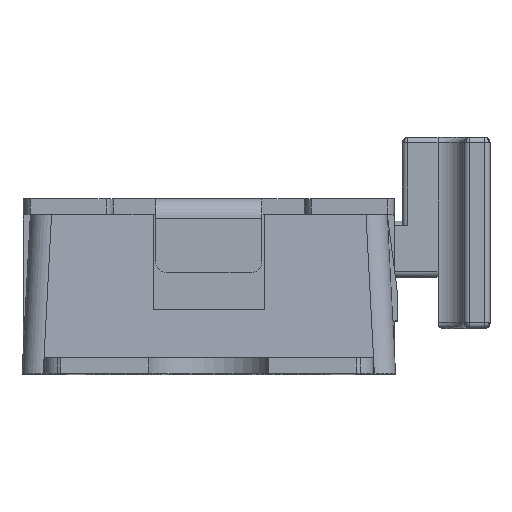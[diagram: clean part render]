
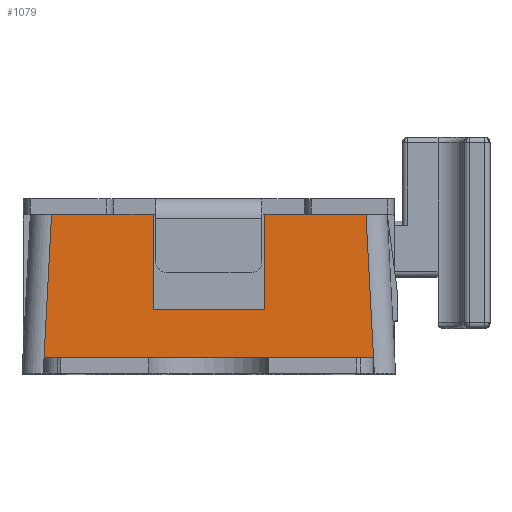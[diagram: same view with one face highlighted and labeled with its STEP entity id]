
A CAD part, top view. The second image highlights one B-rep face of the part: STEP entity #1079.
In plain terms, the highlighted planar face has unit normal (0, 0.035, 0.999).
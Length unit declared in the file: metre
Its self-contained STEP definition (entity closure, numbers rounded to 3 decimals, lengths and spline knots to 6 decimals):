
#70 = ORIENTED_EDGE ( 'NONE', *, *, #7676, .T. ) ;
#112 = EDGE_CURVE ( 'NONE', #3563, #8527, #1969, .T. ) ;
#174 = AXIS2_PLACEMENT_3D ( 'NONE', #8690, #2402, #6245 ) ;
#237 = VERTEX_POINT ( 'NONE', #3665 ) ;
#301 = DIRECTION ( 'NONE',  ( -1., 0., 0. ) ) ;
#310 = LINE ( 'NONE', #9537, #8458 ) ;
#429 = LINE ( 'NONE', #3588, #6308 ) ;
#536 = ORIENTED_EDGE ( 'NONE', *, *, #5343, .T. ) ;
#539 = CARTESIAN_POINT ( 'NONE',  ( -0.000525, 0.0015, 0.002708 ) ) ;
#603 = VECTOR ( 'NONE', #1304, 1. ) ;
#933 = LINE ( 'NONE', #1040, #9452 ) ;
#972 = DIRECTION ( 'NONE',  ( 0.052, 0.998, -0.035 ) ) ;
#1040 = CARTESIAN_POINT ( 'NONE',  ( -0.002841, 0.00015, 0.002755 ) ) ;
#1079 = ADVANCED_FACE ( 'NONE', ( #9409 ), #3069, .T. ) ;
#1190 = EDGE_CURVE ( 'NONE', #3806, #237, #5548, .T. ) ;
#1230 = ORIENTED_EDGE ( 'NONE', *, *, #9860, .T. ) ;
#1274 = CARTESIAN_POINT ( 'NONE',  ( 0.001551, 0., 0.00276 ) ) ;
#1280 = EDGE_CURVE ( 'NONE', #3946, #2247, #5039, .T. ) ;
#1304 = DIRECTION ( 'NONE',  ( 0.052, -0.998, 0.035 ) ) ;
#1386 = LINE ( 'NONE', #7820, #1640 ) ;
#1512 = CARTESIAN_POINT ( 'NONE',  ( 0.000525, 0.0006, 0.002739 ) ) ;
#1562 = VECTOR ( 'NONE', #9373, 1. ) ;
#1636 = VERTEX_POINT ( 'NONE', #6579 ) ;
#1640 = VECTOR ( 'NONE', #8549, 1. ) ;
#1689 = DIRECTION ( 'NONE',  ( 1., 0., 0. ) ) ;
#1773 = VECTOR ( 'NONE', #972, 1. ) ;
#1796 = LINE ( 'NONE', #9017, #4722 ) ;
#1969 = LINE ( 'NONE', #8387, #2571 ) ;
#2082 = DIRECTION ( 'NONE',  ( -1., 0., 0. ) ) ;
#2155 = VECTOR ( 'NONE', #6826, 1. ) ;
#2247 = VERTEX_POINT ( 'NONE', #7065 ) ;
#2402 = DIRECTION ( 'NONE',  ( 0., 0.035, 0.999 ) ) ;
#2571 = VECTOR ( 'NONE', #8250, 1. ) ;
#2609 = EDGE_LOOP ( 'NONE', ( #9979, #1230, #3726, #10016, #4524, #9917, #3717, #10028, #6855, #9490, #70, #536, #5961, #2906 ) ) ;
#2681 = CARTESIAN_POINT ( 'NONE',  ( -0.001549, 0., 0.00276 ) ) ;
#2751 = EDGE_CURVE ( 'NONE', #6862, #9174, #1796, .T. ) ;
#2872 = CARTESIAN_POINT ( 'NONE',  ( -0.000931, 0.0015, 0.002708 ) ) ;
#2906 = ORIENTED_EDGE ( 'NONE', *, *, #4529, .T. ) ;
#2952 = EDGE_CURVE ( 'NONE', #8527, #6862, #8546, .T. ) ;
#3069 = PLANE ( 'NONE',  #174 ) ;
#3216 = DIRECTION ( 'NONE',  ( 1., 0., 0. ) ) ;
#3438 = CARTESIAN_POINT ( 'NONE',  ( 0.000931, 0.0015, 0.002708 ) ) ;
#3446 = EDGE_CURVE ( 'NONE', #6586, #9402, #7542, .T. ) ;
#3469 = VECTOR ( 'NONE', #9377, 1. ) ;
#3563 = VERTEX_POINT ( 'NONE', #1512 ) ;
#3588 = CARTESIAN_POINT ( 'NONE',  ( -0.002841, 0.0015, 0.002708 ) ) ;
#3665 = CARTESIAN_POINT ( 'NONE',  ( 0.000525, 0.0015, 0.002708 ) ) ;
#3699 = LINE ( 'NONE', #8475, #2155 ) ;
#3717 = ORIENTED_EDGE ( 'NONE', *, *, #2751, .T. ) ;
#3726 = ORIENTED_EDGE ( 'NONE', *, *, #1190, .T. ) ;
#3806 = VERTEX_POINT ( 'NONE', #3438 ) ;
#3900 = CARTESIAN_POINT ( 'NONE',  ( 0.001551, 0.00015, 0.002755 ) ) ;
#3946 = VERTEX_POINT ( 'NONE', #8396 ) ;
#4159 = CARTESIAN_POINT ( 'NONE',  ( 0.001481, 0.0015, 0.002708 ) ) ;
#4524 = ORIENTED_EDGE ( 'NONE', *, *, #112, .T. ) ;
#4529 = EDGE_CURVE ( 'NONE', #7946, #9402, #5644, .T. ) ;
#4722 = VECTOR ( 'NONE', #301, 1. ) ;
#5039 = LINE ( 'NONE', #8084, #1773 ) ;
#5207 = DIRECTION ( 'NONE',  ( -1., 0., 0. ) ) ;
#5343 = EDGE_CURVE ( 'NONE', #1636, #6411, #933, .T. ) ;
#5548 = LINE ( 'NONE', #8708, #6196 ) ;
#5644 = LINE ( 'NONE', #8800, #6886 ) ;
#5733 = CARTESIAN_POINT ( 'NONE',  ( -0.000525, 0.0006, 0.002739 ) ) ;
#5850 = CARTESIAN_POINT ( 'NONE',  ( 0.00156, -0.000003, 0.00276 ) ) ;
#5961 = ORIENTED_EDGE ( 'NONE', *, *, #9095, .T. ) ;
#6196 = VECTOR ( 'NONE', #7158, 1. ) ;
#6212 = CARTESIAN_POINT ( 'NONE',  ( -0.000525, 0., 0.00276 ) ) ;
#6245 = DIRECTION ( 'NONE',  ( 0., -0.999, 0.035 ) ) ;
#6308 = VECTOR ( 'NONE', #5207, 1. ) ;
#6411 = VERTEX_POINT ( 'NONE', #3900 ) ;
#6579 = CARTESIAN_POINT ( 'NONE',  ( -0.001549, 0.00015, 0.002755 ) ) ;
#6586 = VERTEX_POINT ( 'NONE', #4159 ) ;
#6735 = DIRECTION ( 'NONE',  ( 0., -0.999, 0.035 ) ) ;
#6748 = VERTEX_POINT ( 'NONE', #2681 ) ;
#6826 = DIRECTION ( 'NONE',  ( 1., 0., 0. ) ) ;
#6855 = ORIENTED_EDGE ( 'NONE', *, *, #1280, .F. ) ;
#6862 = VERTEX_POINT ( 'NONE', #539 ) ;
#6886 = VECTOR ( 'NONE', #1689, 1. ) ;
#6888 = EDGE_CURVE ( 'NONE', #3946, #6748, #3699, .T. ) ;
#7065 = CARTESIAN_POINT ( 'NONE',  ( -0.001481, 0.0015, 0.002708 ) ) ;
#7073 = LINE ( 'NONE', #10033, #9795 ) ;
#7158 = DIRECTION ( 'NONE',  ( -1., 0., 0. ) ) ;
#7542 = LINE ( 'NONE', #5850, #603 ) ;
#7660 = LINE ( 'NONE', #10266, #3469 ) ;
#7676 = EDGE_CURVE ( 'NONE', #6748, #1636, #7660, .T. ) ;
#7688 = EDGE_CURVE ( 'NONE', #237, #3563, #1386, .T. ) ;
#7820 = CARTESIAN_POINT ( 'NONE',  ( 0.000525, 0., 0.00276 ) ) ;
#7946 = VERTEX_POINT ( 'NONE', #1274 ) ;
#8084 = CARTESIAN_POINT ( 'NONE',  ( -0.00156, -0.000003, 0.00276 ) ) ;
#8250 = DIRECTION ( 'NONE',  ( -1., 0., 0. ) ) ;
#8387 = CARTESIAN_POINT ( 'NONE',  ( -0.002841, 0.0006, 0.002739 ) ) ;
#8396 = CARTESIAN_POINT ( 'NONE',  ( -0.00156, 0., 0.00276 ) ) ;
#8458 = VECTOR ( 'NONE', #6735, 1. ) ;
#8475 = CARTESIAN_POINT ( 'NONE',  ( -0.002841, 0., 0.00276 ) ) ;
#8527 = VERTEX_POINT ( 'NONE', #5733 ) ;
#8546 = LINE ( 'NONE', #6212, #1562 ) ;
#8549 = DIRECTION ( 'NONE',  ( 0., -0.999, 0.035 ) ) ;
#8690 = CARTESIAN_POINT ( 'NONE',  ( -0.002841, 0., 0.00276 ) ) ;
#8708 = CARTESIAN_POINT ( 'NONE',  ( -0.002841, 0.0015, 0.002708 ) ) ;
#8800 = CARTESIAN_POINT ( 'NONE',  ( -0.002841, 0., 0.00276 ) ) ;
#8802 = CARTESIAN_POINT ( 'NONE',  ( 0.00156, 0., 0.00276 ) ) ;
#9017 = CARTESIAN_POINT ( 'NONE',  ( -0.002841, 0.0015, 0.002708 ) ) ;
#9095 = EDGE_CURVE ( 'NONE', #6411, #7946, #310, .T. ) ;
#9174 = VERTEX_POINT ( 'NONE', #2872 ) ;
#9373 = DIRECTION ( 'NONE',  ( 0., 0.999, -0.035 ) ) ;
#9377 = DIRECTION ( 'NONE',  ( 0., 0.999, -0.035 ) ) ;
#9402 = VERTEX_POINT ( 'NONE', #8802 ) ;
#9409 = FACE_OUTER_BOUND ( 'NONE', #2609, .T. ) ;
#9452 = VECTOR ( 'NONE', #3216, 1. ) ;
#9490 = ORIENTED_EDGE ( 'NONE', *, *, #6888, .T. ) ;
#9537 = CARTESIAN_POINT ( 'NONE',  ( 0.001551, 0.00015, 0.002755 ) ) ;
#9709 = EDGE_CURVE ( 'NONE', #9174, #2247, #7073, .T. ) ;
#9795 = VECTOR ( 'NONE', #2082, 1. ) ;
#9860 = EDGE_CURVE ( 'NONE', #6586, #3806, #429, .T. ) ;
#9917 = ORIENTED_EDGE ( 'NONE', *, *, #2952, .T. ) ;
#9979 = ORIENTED_EDGE ( 'NONE', *, *, #3446, .F. ) ;
#10016 = ORIENTED_EDGE ( 'NONE', *, *, #7688, .T. ) ;
#10028 = ORIENTED_EDGE ( 'NONE', *, *, #9709, .T. ) ;
#10033 = CARTESIAN_POINT ( 'NONE',  ( 0., 0.0015, 0.002708 ) ) ;
#10266 = CARTESIAN_POINT ( 'NONE',  ( -0.00155, 0., 0.00276 ) ) ;
